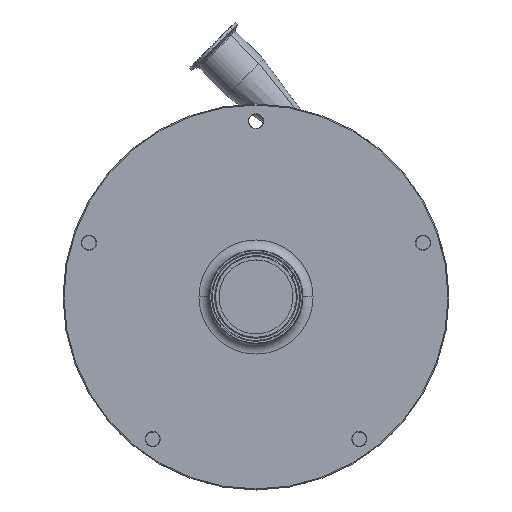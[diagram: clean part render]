
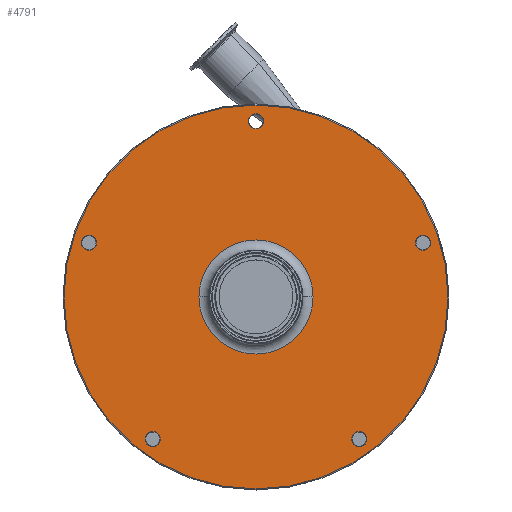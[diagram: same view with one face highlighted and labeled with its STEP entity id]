
A CAD part, top view. The second image highlights one B-rep face of the part: STEP entity #4791.
In plain terms, the highlighted planar face has unit normal (0, 0, 1).
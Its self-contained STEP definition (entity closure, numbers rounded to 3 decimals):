
#6 = CARTESIAN_POINT ( 'NONE',  ( 101.393, -139.555, 254. ) ) ;
#14 = ORIENTED_EDGE ( 'NONE', *, *, #5223, .F. ) ;
#25 = CARTESIAN_POINT ( 'NONE',  ( 56., 0., 254. ) ) ;
#99 = CIRCLE ( 'NONE', #6314, 7.5 ) ;
#169 = VERTEX_POINT ( 'NONE', #2810 ) ;
#215 = CIRCLE ( 'NONE', #5097, 7.5 ) ;
#295 = VERTEX_POINT ( 'NONE', #2970 ) ;
#390 = EDGE_CURVE ( 'NONE', #3157, #2062, #1293, .T. ) ;
#393 = DIRECTION ( 'NONE',  ( 0., -1., 0. ) ) ;
#413 = CIRCLE ( 'NONE', #2773, 188.5 ) ;
#457 = DIRECTION ( 'NONE',  ( -1., 0., 0. ) ) ;
#572 = FACE_BOUND ( 'NONE', #1201, .T. ) ;
#694 = CARTESIAN_POINT ( 'NONE',  ( -101.393, -139.555, 254. ) ) ;
#897 = CARTESIAN_POINT ( 'NONE',  ( -188.5, 0., 254. ) ) ;
#945 = EDGE_LOOP ( 'NONE', ( #2250, #14 ) ) ;
#953 = EDGE_LOOP ( 'NONE', ( #1423, #5002 ) ) ;
#982 = DIRECTION ( 'NONE',  ( 0., 0., 1. ) ) ;
#984 = AXIS2_PLACEMENT_3D ( 'NONE', #3034, #4494, #5990 ) ;
#993 = DIRECTION ( 'NONE',  ( 0., -1., 0. ) ) ;
#1009 = CARTESIAN_POINT ( 'NONE',  ( 164.057, 53.305, 254. ) ) ;
#1040 = CARTESIAN_POINT ( 'NONE',  ( -56., 0., 254. ) ) ;
#1046 = DIRECTION ( 'NONE',  ( 0., -1., 0. ) ) ;
#1055 = EDGE_CURVE ( 'NONE', #169, #1413, #4162, .T. ) ;
#1095 = EDGE_CURVE ( 'NONE', #4473, #1557, #2122, .T. ) ;
#1102 = CARTESIAN_POINT ( 'NONE',  ( 0., 0., 254. ) ) ;
#1108 = EDGE_CURVE ( 'NONE', #5938, #2858, #3746, .T. ) ;
#1194 = CIRCLE ( 'NONE', #1901, 7.5 ) ;
#1201 = EDGE_LOOP ( 'NONE', ( #4889, #4259 ) ) ;
#1293 = CIRCLE ( 'NONE', #5159, 7.5 ) ;
#1311 = AXIS2_PLACEMENT_3D ( 'NONE', #2373, #5405, #2863 ) ;
#1413 = VERTEX_POINT ( 'NONE', #1767 ) ;
#1423 = ORIENTED_EDGE ( 'NONE', *, *, #2511, .F. ) ;
#1544 = DIRECTION ( 'NONE',  ( 0., 0., -1. ) ) ;
#1557 = VERTEX_POINT ( 'NONE', #897 ) ;
#1718 = CARTESIAN_POINT ( 'NONE',  ( 0., 172.5, 254. ) ) ;
#1767 = CARTESIAN_POINT ( 'NONE',  ( -164.057, 45.805, 254. ) ) ;
#1861 = ORIENTED_EDGE ( 'NONE', *, *, #5089, .F. ) ;
#1901 = AXIS2_PLACEMENT_3D ( 'NONE', #4365, #982, #4870 ) ;
#1951 = DIRECTION ( 'NONE',  ( 0., 0., 1. ) ) ;
#1994 = DIRECTION ( 'NONE',  ( 0., 0., 1. ) ) ;
#2062 = VERTEX_POINT ( 'NONE', #5017 ) ;
#2068 = FACE_OUTER_BOUND ( 'NONE', #4686, .T. ) ;
#2106 = ORIENTED_EDGE ( 'NONE', *, *, #6209, .T. ) ;
#2122 = CIRCLE ( 'NONE', #1311, 188.5 ) ;
#2148 = VERTEX_POINT ( 'NONE', #2243 ) ;
#2183 = AXIS2_PLACEMENT_3D ( 'NONE', #3069, #5487, #3671 ) ;
#2243 = CARTESIAN_POINT ( 'NONE',  ( 101.393, -147.055, 254. ) ) ;
#2250 = ORIENTED_EDGE ( 'NONE', *, *, #6025, .F. ) ;
#2343 = CARTESIAN_POINT ( 'NONE',  ( 0., 0., 254. ) ) ;
#2373 = CARTESIAN_POINT ( 'NONE',  ( 0., 0., 254. ) ) ;
#2412 = CARTESIAN_POINT ( 'NONE',  ( -164.057, 53.305, 254. ) ) ;
#2449 = VERTEX_POINT ( 'NONE', #2946 ) ;
#2491 = ORIENTED_EDGE ( 'NONE', *, *, #390, .F. ) ;
#2511 = EDGE_CURVE ( 'NONE', #1413, #169, #99, .T. ) ;
#2560 = DIRECTION ( 'NONE',  ( 0., -1., 0. ) ) ;
#2699 = AXIS2_PLACEMENT_3D ( 'NONE', #6, #1951, #993 ) ;
#2773 = AXIS2_PLACEMENT_3D ( 'NONE', #6301, #3809, #5749 ) ;
#2810 = CARTESIAN_POINT ( 'NONE',  ( -164.057, 60.805, 254. ) ) ;
#2858 = VERTEX_POINT ( 'NONE', #25 ) ;
#2863 = DIRECTION ( 'NONE',  ( -1., 0., 0. ) ) ;
#2927 = AXIS2_PLACEMENT_3D ( 'NONE', #3413, #4400, #1046 ) ;
#2946 = CARTESIAN_POINT ( 'NONE',  ( -101.393, -132.055, 254. ) ) ;
#2962 = DIRECTION ( 'NONE',  ( -1., 0., 0. ) ) ;
#2970 = CARTESIAN_POINT ( 'NONE',  ( -101.393, -147.055, 254. ) ) ;
#3034 = CARTESIAN_POINT ( 'NONE',  ( 0., 172.5, 254. ) ) ;
#3069 = CARTESIAN_POINT ( 'NONE',  ( -101.393, -139.555, 254. ) ) ;
#3073 = EDGE_CURVE ( 'NONE', #4629, #4986, #4045, .T. ) ;
#3096 = FACE_BOUND ( 'NONE', #5674, .T. ) ;
#3129 = CARTESIAN_POINT ( 'NONE',  ( 0., 189.5, 254. ) ) ;
#3157 = VERTEX_POINT ( 'NONE', #6060 ) ;
#3181 = ORIENTED_EDGE ( 'NONE', *, *, #5970, .F. ) ;
#3295 = EDGE_CURVE ( 'NONE', #2148, #4663, #1194, .T. ) ;
#3317 = EDGE_CURVE ( 'NONE', #2062, #3157, #4343, .T. ) ;
#3413 = CARTESIAN_POINT ( 'NONE',  ( 164.057, 53.305, 254. ) ) ;
#3416 = CARTESIAN_POINT ( 'NONE',  ( 164.057, 60.805, 254. ) ) ;
#3482 = FACE_BOUND ( 'NONE', #4158, .T. ) ;
#3662 = DIRECTION ( 'NONE',  ( 1., 0., 0. ) ) ;
#3671 = DIRECTION ( 'NONE',  ( 0., -1., 0. ) ) ;
#3746 = CIRCLE ( 'NONE', #4465, 56. ) ;
#3777 = AXIS2_PLACEMENT_3D ( 'NONE', #694, #4615, #5183 ) ;
#3809 = DIRECTION ( 'NONE',  ( 0., 0., 1. ) ) ;
#3915 = DIRECTION ( 'NONE',  ( 0., 0., 1. ) ) ;
#4045 = CIRCLE ( 'NONE', #2927, 7.5 ) ;
#4059 = AXIS2_PLACEMENT_3D ( 'NONE', #2412, #1994, #393 ) ;
#4158 = EDGE_LOOP ( 'NONE', ( #5175, #1861 ) ) ;
#4162 = CIRCLE ( 'NONE', #4059, 7.5 ) ;
#4171 = ORIENTED_EDGE ( 'NONE', *, *, #1095, .T. ) ;
#4214 = ORIENTED_EDGE ( 'NONE', *, *, #3317, .F. ) ;
#4259 = ORIENTED_EDGE ( 'NONE', *, *, #5305, .T. ) ;
#4343 = CIRCLE ( 'NONE', #984, 7.5 ) ;
#4365 = CARTESIAN_POINT ( 'NONE',  ( 101.393, -139.555, 254. ) ) ;
#4400 = DIRECTION ( 'NONE',  ( 0., 0., 1. ) ) ;
#4465 = AXIS2_PLACEMENT_3D ( 'NONE', #2343, #4827, #457 ) ;
#4473 = VERTEX_POINT ( 'NONE', #6220 ) ;
#4494 = DIRECTION ( 'NONE',  ( 0., 0., 1. ) ) ;
#4503 = FACE_BOUND ( 'NONE', #945, .T. ) ;
#4526 = CIRCLE ( 'NONE', #2699, 7.5 ) ;
#4615 = DIRECTION ( 'NONE',  ( 0., 0., 1. ) ) ;
#4629 = VERTEX_POINT ( 'NONE', #3416 ) ;
#4663 = VERTEX_POINT ( 'NONE', #4878 ) ;
#4686 = EDGE_LOOP ( 'NONE', ( #2106, #4171 ) ) ;
#4791 = ADVANCED_FACE ( 'NONE', ( #4974, #4503, #3482, #5929, #3096, #2068, #572 ), #5510, .F. ) ;
#4827 = DIRECTION ( 'NONE',  ( 0., 0., -1. ) ) ;
#4870 = DIRECTION ( 'NONE',  ( 0., -1., 0. ) ) ;
#4878 = CARTESIAN_POINT ( 'NONE',  ( 101.393, -132.055, 254. ) ) ;
#4888 = DIRECTION ( 'NONE',  ( 0., 0., -1. ) ) ;
#4889 = ORIENTED_EDGE ( 'NONE', *, *, #1108, .T. ) ;
#4929 = AXIS2_PLACEMENT_3D ( 'NONE', #1102, #4888, #2962 ) ;
#4974 = FACE_BOUND ( 'NONE', #953, .T. ) ;
#4986 = VERTEX_POINT ( 'NONE', #5772 ) ;
#5002 = ORIENTED_EDGE ( 'NONE', *, *, #1055, .F. ) ;
#5017 = CARTESIAN_POINT ( 'NONE',  ( -7.5, 172.5, 254. ) ) ;
#5035 = DIRECTION ( 'NONE',  ( -1., 0., 0. ) ) ;
#5041 = EDGE_LOOP ( 'NONE', ( #3181, #5215 ) ) ;
#5089 = EDGE_CURVE ( 'NONE', #4663, #2148, #4526, .T. ) ;
#5093 = DIRECTION ( 'NONE',  ( 0., 0., 1. ) ) ;
#5097 = AXIS2_PLACEMENT_3D ( 'NONE', #1009, #3915, #5378 ) ;
#5159 = AXIS2_PLACEMENT_3D ( 'NONE', #1718, #5593, #3662 ) ;
#5175 = ORIENTED_EDGE ( 'NONE', *, *, #3295, .F. ) ;
#5183 = DIRECTION ( 'NONE',  ( 0., -1., 0. ) ) ;
#5215 = ORIENTED_EDGE ( 'NONE', *, *, #3073, .F. ) ;
#5223 = EDGE_CURVE ( 'NONE', #2449, #295, #6154, .T. ) ;
#5305 = EDGE_CURVE ( 'NONE', #2858, #5938, #6053, .T. ) ;
#5378 = DIRECTION ( 'NONE',  ( 0., -1., 0. ) ) ;
#5405 = DIRECTION ( 'NONE',  ( 0., 0., 1. ) ) ;
#5487 = DIRECTION ( 'NONE',  ( 0., 0., 1. ) ) ;
#5510 = PLANE ( 'NONE',  #6244 ) ;
#5593 = DIRECTION ( 'NONE',  ( 0., 0., 1. ) ) ;
#5674 = EDGE_LOOP ( 'NONE', ( #2491, #4214 ) ) ;
#5749 = DIRECTION ( 'NONE',  ( -1., 0., 0. ) ) ;
#5772 = CARTESIAN_POINT ( 'NONE',  ( 164.057, 45.805, 254. ) ) ;
#5811 = CIRCLE ( 'NONE', #3777, 7.5 ) ;
#5929 = FACE_BOUND ( 'NONE', #5041, .T. ) ;
#5938 = VERTEX_POINT ( 'NONE', #1040 ) ;
#5970 = EDGE_CURVE ( 'NONE', #4986, #4629, #215, .T. ) ;
#5990 = DIRECTION ( 'NONE',  ( 1., 0., 0. ) ) ;
#6021 = CARTESIAN_POINT ( 'NONE',  ( -164.057, 53.305, 254. ) ) ;
#6025 = EDGE_CURVE ( 'NONE', #295, #2449, #5811, .T. ) ;
#6053 = CIRCLE ( 'NONE', #4929, 56. ) ;
#6060 = CARTESIAN_POINT ( 'NONE',  ( 7.5, 172.5, 254. ) ) ;
#6154 = CIRCLE ( 'NONE', #2183, 7.5 ) ;
#6209 = EDGE_CURVE ( 'NONE', #1557, #4473, #413, .T. ) ;
#6220 = CARTESIAN_POINT ( 'NONE',  ( 188.5, 0., 254. ) ) ;
#6244 = AXIS2_PLACEMENT_3D ( 'NONE', #3129, #1544, #5035 ) ;
#6301 = CARTESIAN_POINT ( 'NONE',  ( 0., 0., 254. ) ) ;
#6314 = AXIS2_PLACEMENT_3D ( 'NONE', #6021, #5093, #2560 ) ;
